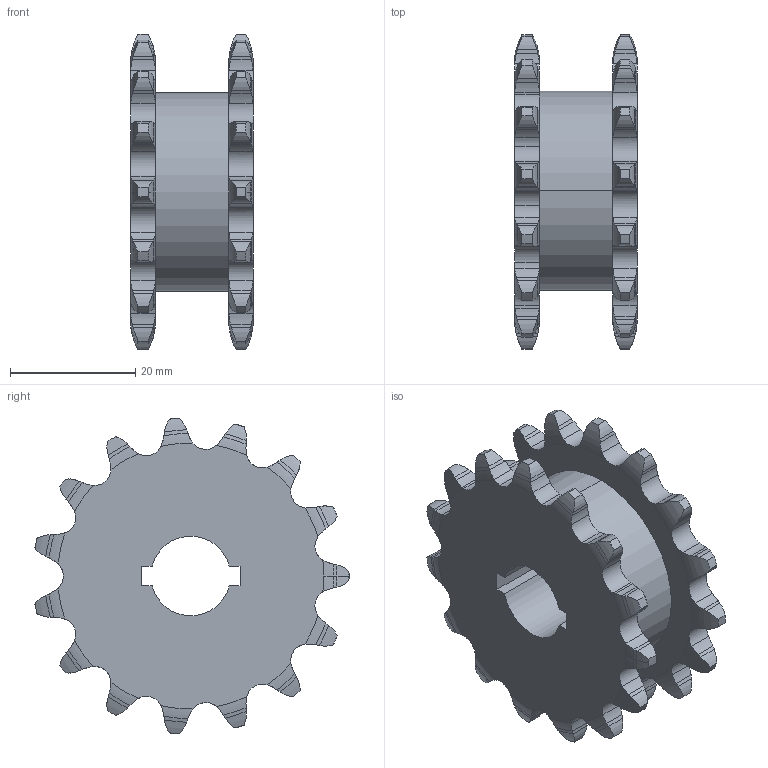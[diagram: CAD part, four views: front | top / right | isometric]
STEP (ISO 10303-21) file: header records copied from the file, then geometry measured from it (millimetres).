
FILE_DESCRIPTION (( 'STEP AP214' ), '1' );
FILE_NAME ('am-0421 S35-DHE Aluminum Double Sprocket 500K.STEP', '2016-05-26T13:36:17', ( '' ), ( '' ), 'SwSTEP 2.0', 'SolidWorks 2014', '' );
FILE_SCHEMA (( 'AUTOMOTIVE_DESIGN' ));
Length unit declared in the file: inch
Products named in the file (1): am-0421 S35-DHE Aluminum Double Sprocket 500K
Bounding box: 19.58 x 50.12 x 50.39 mm (x, y, z)
Volume: 18834.4 mm3; surface area: 8037.9 mm2
Topology: 1 solids, 1 shells, 490 faces, 1452 edges, 966 vertices
Faces by surface type: cylinder 215, bspline 144, plane 70, cone 45, torus 16
Entity records: 19606 total; most frequent: CARTESIAN_POINT 8197, ORIENTED_EDGE 2904, DIRECTION 1742, EDGE_CURVE 1452, VERTEX_POINT 966, B_SPLINE_CURVE_WITH_KNOTS 774, AXIS2_PLACEMENT_3D 717, EDGE_LOOP 494
